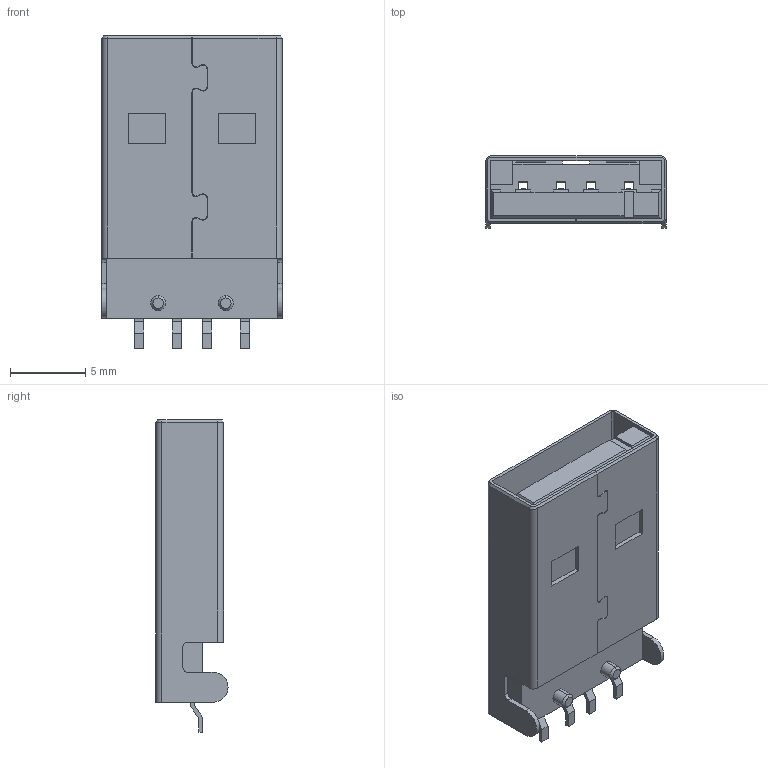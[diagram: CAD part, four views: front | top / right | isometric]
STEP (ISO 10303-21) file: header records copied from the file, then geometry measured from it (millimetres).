
FILE_DESCRIPTION((''),'2;1');
FILE_NAME('480372100','2016-02-29T',('me'),(''),'PRO/ENGINEER BY PARAMETRIC TECHNOLOGY CORPORATION, 2012310','PRO/ENGINEER BY PARAMETRIC TECHNOLOGY CORPORATION, 2012310','');
FILE_SCHEMA(('CONFIG_CONTROL_DESIGN'));
Length unit declared in the file: millimetre
Products named in the file (1): 480372100
Bounding box: 12 x 4.8 x 20.8 mm (x, y, z)
Volume: 685.6 mm3; surface area: 1838.7 mm2
Topology: 1 solids, 1 shells, 308 faces, 903 edges, 598 vertices
Faces by surface type: plane 236, cylinder 56, cone 8, bspline 4, torus 4
Entity records: 10232 total; most frequent: CARTESIAN_POINT 1898, ORIENTED_EDGE 1746, DIRECTION 1647, EDGE_CURVE 873, VECTOR 761, LINE 761, VERTEX_POINT 566, AXIS2_PLACEMENT_3D 443
